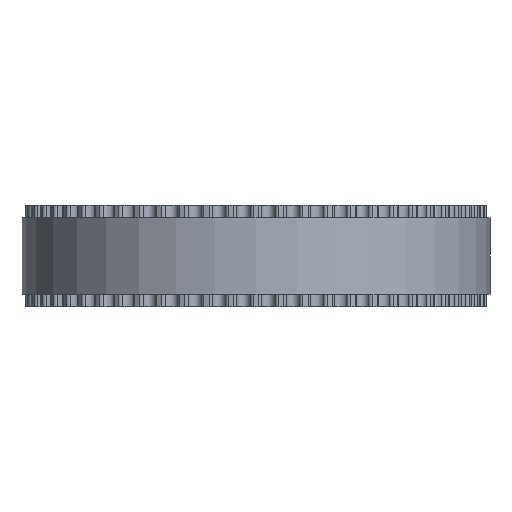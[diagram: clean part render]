
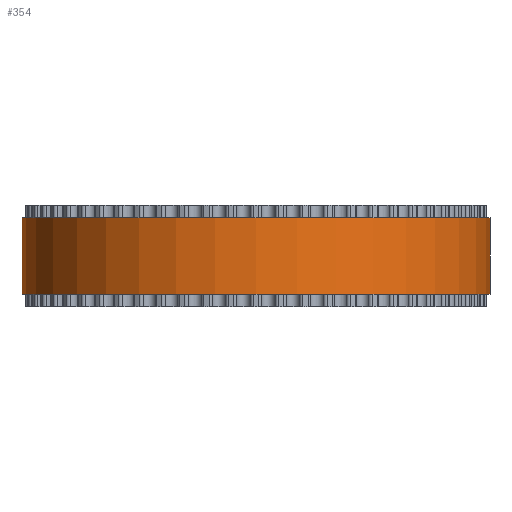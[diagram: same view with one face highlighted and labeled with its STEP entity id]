
A CAD part, front view. The second image highlights one B-rep face of the part: STEP entity #354.
In plain terms, the highlighted cylindrical face has radius 18.462 mm (diameter 36.924 mm), a full revolution.
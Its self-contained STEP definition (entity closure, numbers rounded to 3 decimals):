
#97=FACE_BOUND('',#1056,.T.);
#98=FACE_BOUND('',#1057,.T.);
#354=ADVANCED_FACE('',(#97,#98),#587,.T.);
#587=CYLINDRICAL_SURFACE('',#5247,18.462);
#1056=EDGE_LOOP('',(#2914));
#1057=EDGE_LOOP('',(#2915));
#2914=ORIENTED_EDGE('',*,*,#4078,.T.);
#2915=ORIENTED_EDGE('',*,*,#4079,.T.);
#3380=VERTEX_POINT('',#8280);
#3381=VERTEX_POINT('',#8282);
#4078=EDGE_CURVE('',#3380,#3380,#4544,.T.);
#4079=EDGE_CURVE('',#3381,#3381,#4545,.T.);
#4544=CIRCLE('',#5245,18.462);
#4545=CIRCLE('',#5246,18.462);
#5245=AXIS2_PLACEMENT_3D('',#8279,#6878,#6879);
#5246=AXIS2_PLACEMENT_3D('',#8281,#6880,#6881);
#5247=AXIS2_PLACEMENT_3D('',#8283,#6882,#6883);
#6878=DIRECTION('',(0.,0.,1.));
#6879=DIRECTION('',(1.,0.,0.));
#6880=DIRECTION('',(0.,0.,-1.));
#6881=DIRECTION('',(1.,0.,0.));
#6882=DIRECTION('',(0.,0.,1.));
#6883=DIRECTION('',(1.,0.,0.));
#8279=CARTESIAN_POINT('',(0.,0.,1.));
#8280=CARTESIAN_POINT('',(18.462,0.,1.));
#8281=CARTESIAN_POINT('',(0.,0.,7.));
#8282=CARTESIAN_POINT('',(18.462,0.,7.));
#8283=CARTESIAN_POINT('',(0.,0.,1.));
